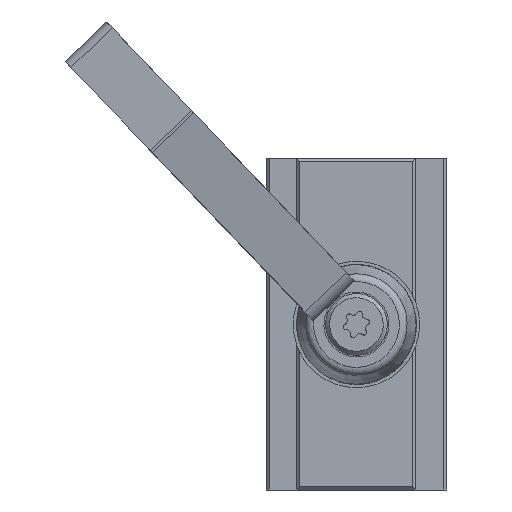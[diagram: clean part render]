
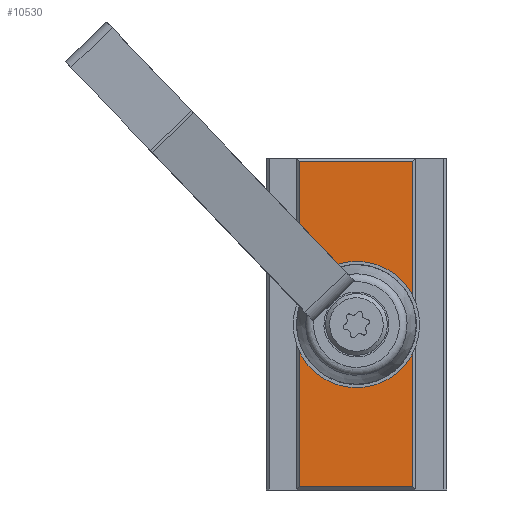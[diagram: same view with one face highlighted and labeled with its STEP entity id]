
A CAD part, left-side view. The second image highlights one B-rep face of the part: STEP entity #10530.
In plain terms, the highlighted planar face has unit normal (-1, 0, 0).
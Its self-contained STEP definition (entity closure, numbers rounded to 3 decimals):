
#2420=CARTESIAN_POINT('',(-3.08,-24.062,77.));
#2430=VERTEX_POINT('',#2420);
#2460=CARTESIAN_POINT('',(-3.08,-14.662,77.));
#2470=DIRECTION('',(0.,1.,0.));
#2480=VECTOR('',#2470,1.);
#2490=LINE('',#2460,#2480);
#2500=CARTESIAN_POINT('',(-3.08,-5.262,77.));
#2510=VERTEX_POINT('',#2500);
#2520=EDGE_CURVE('',#2430,#2510,#2490,.T.);
#4230=CARTESIAN_POINT('',(-3.08,-18.762,50.));
#4240=VERTEX_POINT('',#4230);
#4320=CARTESIAN_POINT('',(-3.08,-10.562,50.));
#4330=VERTEX_POINT('',#4320);
#4360=CARTESIAN_POINT('',(-3.08,-14.662,50.));
#4370=DIRECTION('',(-1.,0.,0.));
#4380=DIRECTION('',(0.,1.,0.));
#4390=AXIS2_PLACEMENT_3D('',#4360,#4370,#4380);
#4400=CIRCLE('',#4390,4.1);
#4410=EDGE_CURVE('',#4240,#4330,#4400,.T.);
#5790=EDGE_CURVE('',#4330,#4240,#4400,.T.);
#8570=CARTESIAN_POINT('',(-3.08,-5.262,23.));
#8580=VERTEX_POINT('',#8570);
#8610=CARTESIAN_POINT('',(-3.08,-14.662,23.));
#8620=DIRECTION('',(0.,1.,0.));
#8630=VECTOR('',#8620,1.);
#8640=LINE('',#8610,#8630);
#8650=CARTESIAN_POINT('',(-3.08,-24.062,23.));
#8660=VERTEX_POINT('',#8650);
#8670=EDGE_CURVE('',#8660,#8580,#8640,.T.);
#10280=CARTESIAN_POINT('',(-3.08,-24.562,100.));
#10290=DIRECTION('',(1.,0.,0.));
#10300=DIRECTION('',(0.,-1.,0.));
#10310=AXIS2_PLACEMENT_3D('',#10280,#10290,#10300);
#10320=PLANE('',#10310);
#10330=ORIENTED_EDGE('',*,*,#5790,.F.);
#10340=ORIENTED_EDGE('',*,*,#4410,.F.);
#10350=EDGE_LOOP('',(#10340,#10330));
#10360=FACE_BOUND('',#10350,.T.);
#10370=ORIENTED_EDGE('',*,*,#8670,.F.);
#10380=CARTESIAN_POINT('',(-3.08,-5.262,50.));
#10390=DIRECTION('',(0.,0.,1.));
#10400=VECTOR('',#10390,1.);
#10410=LINE('',#10380,#10400);
#10420=EDGE_CURVE('',#8580,#2510,#10410,.T.);
#10430=ORIENTED_EDGE('',*,*,#10420,.F.);
#10440=ORIENTED_EDGE('',*,*,#2520,.T.);
#10450=CARTESIAN_POINT('',(-3.08,-24.062,50.));
#10460=DIRECTION('',(0.,0.,1.));
#10470=VECTOR('',#10460,1.);
#10480=LINE('',#10450,#10470);
#10490=EDGE_CURVE('',#8660,#2430,#10480,.T.);
#10500=ORIENTED_EDGE('',*,*,#10490,.T.);
#10510=EDGE_LOOP('',(#10500,#10440,#10430,#10370));
#10520=FACE_OUTER_BOUND('',#10510,.T.);
#10530=ADVANCED_FACE('',(#10360,#10520),#10320,.F.);
